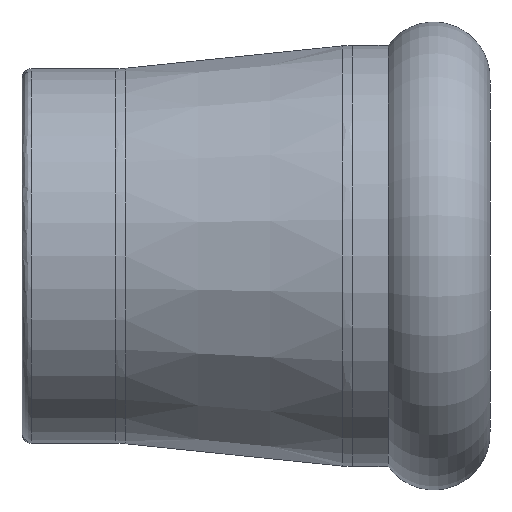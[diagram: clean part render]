
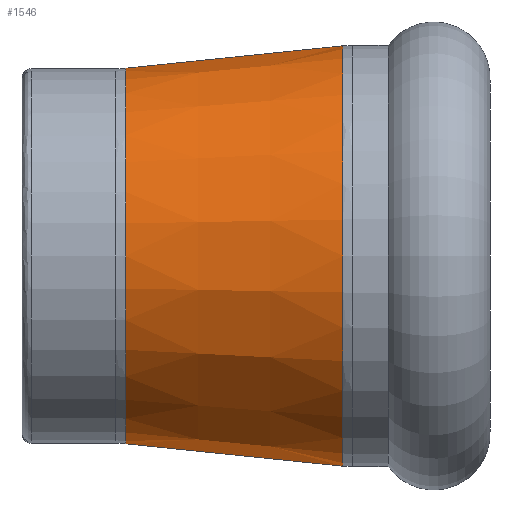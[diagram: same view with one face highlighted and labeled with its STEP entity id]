
A CAD part, left-side view. The second image highlights one B-rep face of the part: STEP entity #1546.
In plain terms, the highlighted conical face has half-angle 5.883 degrees and reference radius 22.447 mm.
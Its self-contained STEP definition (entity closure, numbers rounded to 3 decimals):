
#20 = DIRECTION ( 'NONE',  ( 0., -0.995, 0.103 ) ) ;
#54 = AXIS2_PLACEMENT_3D ( 'NONE', #772, #1630, #1246 ) ;
#145 = AXIS2_PLACEMENT_3D ( 'NONE', #300, #307, #1168 ) ;
#262 = CARTESIAN_POINT ( 'NONE',  ( 0., 15.737, 22.447 ) ) ;
#273 = LINE ( 'NONE', #396, #818 ) ;
#300 = CARTESIAN_POINT ( 'NONE',  ( 0., 15.737, 0. ) ) ;
#307 = DIRECTION ( 'NONE',  ( 0., -1., 0. ) ) ;
#313 = FACE_OUTER_BOUND ( 'NONE', #399, .T. ) ;
#321 = EDGE_CURVE ( 'NONE', #1019, #484, #944, .T. ) ;
#355 = EDGE_CURVE ( 'NONE', #1205, #1184, #273, .T. ) ;
#380 = EDGE_CURVE ( 'NONE', #1184, #484, #1062, .T. ) ;
#396 = CARTESIAN_POINT ( 'NONE',  ( 0., 15.737, -22.447 ) ) ;
#399 = EDGE_LOOP ( 'NONE', ( #1217, #704, #1438, #864 ) ) ;
#402 = CARTESIAN_POINT ( 'NONE',  ( 0., 15.737, -22.447 ) ) ;
#412 = DIRECTION ( 'NONE',  ( 0., 1., 0. ) ) ;
#484 = VERTEX_POINT ( 'NONE', #1404 ) ;
#704 = ORIENTED_EDGE ( 'NONE', *, *, #1584, .T. ) ;
#772 = CARTESIAN_POINT ( 'NONE',  ( 0., 38.932, 0. ) ) ;
#818 = VECTOR ( 'NONE', #1281, 1000. ) ;
#864 = ORIENTED_EDGE ( 'NONE', *, *, #380, .T. ) ;
#944 = LINE ( 'NONE', #262, #974 ) ;
#974 = VECTOR ( 'NONE', #20, 1000. ) ;
#1019 = VERTEX_POINT ( 'NONE', #1474 ) ;
#1062 = CIRCLE ( 'NONE', #1542, 22.447 ) ;
#1143 = DIRECTION ( 'NONE',  ( 1., 0., 0. ) ) ;
#1168 = DIRECTION ( 'NONE',  ( 0., 0., -1. ) ) ;
#1184 = VERTEX_POINT ( 'NONE', #402 ) ;
#1205 = VERTEX_POINT ( 'NONE', #1373 ) ;
#1217 = ORIENTED_EDGE ( 'NONE', *, *, #321, .F. ) ;
#1246 = DIRECTION ( 'NONE',  ( 1., 0., 0. ) ) ;
#1262 = CARTESIAN_POINT ( 'NONE',  ( 0., 15.737, 0. ) ) ;
#1281 = DIRECTION ( 'NONE',  ( 0., -0.995, -0.103 ) ) ;
#1292 = CONICAL_SURFACE ( 'NONE', #145, 22.447, 0.103 ) ;
#1359 = CIRCLE ( 'NONE', #54, 20.057 ) ;
#1373 = CARTESIAN_POINT ( 'NONE',  ( 0., 38.932, -20.057 ) ) ;
#1404 = CARTESIAN_POINT ( 'NONE',  ( 0., 15.737, 22.447 ) ) ;
#1438 = ORIENTED_EDGE ( 'NONE', *, *, #355, .T. ) ;
#1474 = CARTESIAN_POINT ( 'NONE',  ( 0., 38.932, 20.057 ) ) ;
#1542 = AXIS2_PLACEMENT_3D ( 'NONE', #1262, #412, #1143 ) ;
#1546 = ADVANCED_FACE ( 'NONE', ( #313 ), #1292, .T. ) ;
#1584 = EDGE_CURVE ( 'NONE', #1019, #1205, #1359, .T. ) ;
#1630 = DIRECTION ( 'NONE',  ( 0., -1., 0. ) ) ;
